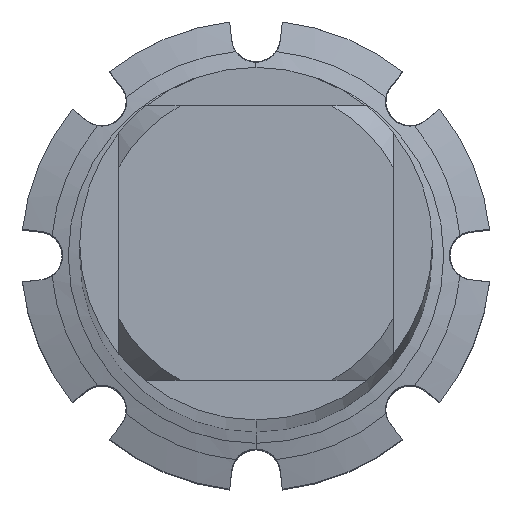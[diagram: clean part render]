
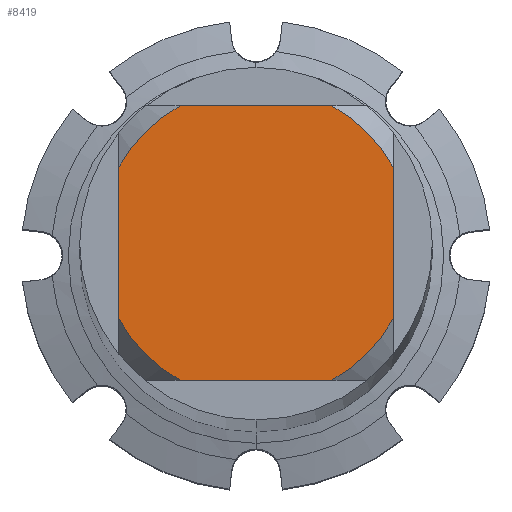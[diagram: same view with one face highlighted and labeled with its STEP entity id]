
A CAD part, top view. The second image highlights one B-rep face of the part: STEP entity #8419.
In plain terms, the highlighted planar face has unit normal (0, 0, 1).
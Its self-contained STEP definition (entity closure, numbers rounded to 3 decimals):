
#4827=EDGE_CURVE('',#11917,#6697,#12920,.T.);
#4957=VERTEX_POINT('',#13060);
#5623=VERTEX_POINT('',#13784);
#5635=EDGE_CURVE('',#4957,#12013,#13797,.T.);
#5951=VERTEX_POINT('',#14139);
#6403=EDGE_CURVE('',#5623,#9981,#14626,.T.);
#6697=VERTEX_POINT('',#14944);
#7253=EDGE_CURVE('',#11917,#5951,#15548,.T.);
#8149=EDGE_CURVE('',#5623,#5951,#16526,.T.);
#8419=ADVANCED_FACE('',(#16819),#16820,.T.);
#9981=VERTEX_POINT('',#18522);
#10409=EDGE_CURVE('',#10657,#9981,#18981,.T.);
#10657=VERTEX_POINT('',#19252);
#11633=EDGE_CURVE('',#10657,#12013,#20308,.T.);
#11725=EDGE_CURVE('',#4957,#6697,#20407,.T.);
#11917=VERTEX_POINT('',#20612);
#12013=VERTEX_POINT('',#20714);
#12920=CIRCLE('',#22332,4.0);
#13060=CARTESIAN_POINT('',(-1.936,-3.5,0.0));
#13784=CARTESIAN_POINT('',(1.936,3.5,0.0));
#13797=CIRCLE('',#24042,4.0);
#14139=CARTESIAN_POINT('',(3.5,1.936,0.0));
#14626=LINE('',#25543,#25544);
#14944=CARTESIAN_POINT('',(1.936,-3.5,0.0));
#15548=LINE('',#27117,#27118);
#16526=CIRCLE('',#28824,4.0);
#16819=FACE_OUTER_BOUND('',#29349,.T.);
#16820=PLANE('',#29350);
#18522=CARTESIAN_POINT('',(-1.936,3.5,0.0));
#18981=CIRCLE('',#33220,4.0);
#19252=CARTESIAN_POINT('',(-3.5,1.936,0.0));
#20308=LINE('',#35583,#35584);
#20407=LINE('',#35766,#35767);
#20612=CARTESIAN_POINT('',(3.5,-1.936,0.0));
#20714=CARTESIAN_POINT('',(-3.5,-1.936,0.0));
#22332=AXIS2_PLACEMENT_3D('',#37247,#37248,#37249);
#24042=AXIS2_PLACEMENT_3D('',#38190,#38191,#38192);
#25543=CARTESIAN_POINT('',(0.0,3.5,0.0));
#25544=VECTOR('',#39134,1.0);
#27117=CARTESIAN_POINT('',(3.5,1.0,0.0));
#27118=VECTOR('',#40142,1.0);
#28824=AXIS2_PLACEMENT_3D('',#41253,#41254,#41255);
#29349=EDGE_LOOP('',(#41561,#41562,#41563,#41564,#41565,#41566,#41567,#41568));
#29350=AXIS2_PLACEMENT_3D('',#41569,#41570,#41571);
#33220=AXIS2_PLACEMENT_3D('',#43987,#43988,#43989);
#35583=CARTESIAN_POINT('',(-3.5,1.0,0.0));
#35584=VECTOR('',#45256,1.0);
#35766=CARTESIAN_POINT('',(0.0,-3.5,0.0));
#35767=VECTOR('',#45351,1.0);
#37247=CARTESIAN_POINT('',(0.0,0.0,0.0));
#37248=DIRECTION('',(0.0,0.0,-1.0));
#37249=DIRECTION('',(0.0,1.0,0.0));
#38190=CARTESIAN_POINT('',(0.0,0.0,0.0));
#38191=DIRECTION('',(0.0,0.0,-1.0));
#38192=DIRECTION('',(0.0,1.0,0.0));
#39134=DIRECTION('',(-1.0,0.0,0.0));
#40142=DIRECTION('',(-0.0,1.0,0.0));
#41253=CARTESIAN_POINT('',(0.0,0.0,0.0));
#41254=DIRECTION('',(0.0,0.0,-1.0));
#41255=DIRECTION('',(0.0,1.0,0.0));
#41561=ORIENTED_EDGE('',*,*,#11633,.T.);
#41562=ORIENTED_EDGE('',*,*,#5635,.F.);
#41563=ORIENTED_EDGE('',*,*,#11725,.T.);
#41564=ORIENTED_EDGE('',*,*,#4827,.F.);
#41565=ORIENTED_EDGE('',*,*,#7253,.T.);
#41566=ORIENTED_EDGE('',*,*,#8149,.F.);
#41567=ORIENTED_EDGE('',*,*,#6403,.T.);
#41568=ORIENTED_EDGE('',*,*,#10409,.F.);
#41569=CARTESIAN_POINT('',(0.0,2.0,0.0));
#41570=DIRECTION('',(-0.0,0.0,1.0));
#41571=DIRECTION('',(0.0,-1.0,0.0));
#43987=CARTESIAN_POINT('',(0.0,0.0,0.0));
#43988=DIRECTION('',(0.0,0.0,-1.0));
#43989=DIRECTION('',(0.0,1.0,0.0));
#45256=DIRECTION('',(-0.0,-1.0,0.0));
#45351=DIRECTION('',(1.0,0.0,0.0));
